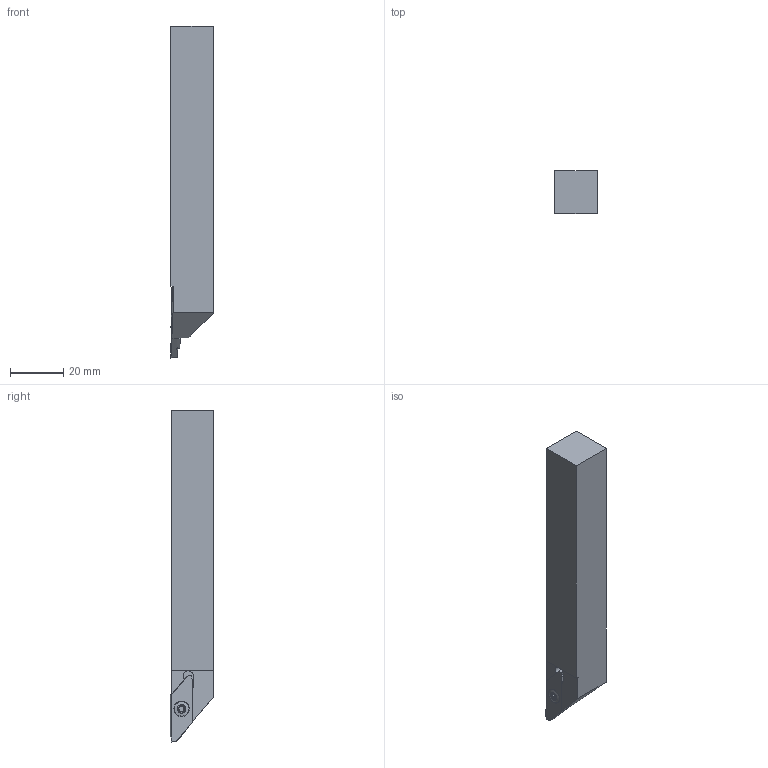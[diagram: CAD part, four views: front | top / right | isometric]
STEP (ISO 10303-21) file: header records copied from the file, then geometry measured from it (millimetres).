
FILE_DESCRIPTION(/* description */ (''),/* implementation_level */ '2;1');
FILE_NAME(/* name */ 'X2-FR1616K2503_Basic.stp',/* time_stamp */ '2024-03-19T09:26:12+06:00',/* author */ (''),/* organization */ (''),/* preprocessor_version */ 'ST-DEVELOPER v16.7',/* originating_system */ 'SIEMENS PLM Software NX 12.0',/* authorisation */ '');
FILE_SCHEMA (('AUTOMOTIVE_DESIGN { 1 0 10303 214 3 1 1 1 }'));
Length unit declared in the file: millimetre
Products named in the file (4): CUT; NOCUT; ASSEMBLY_CONSTRUCTION; a2744541_stp_stp
Assembly tree (3 placements, depth 2):
  a2744541_stp_stp
    ASSEMBLY_CONSTRUCTION
    NOCUT
    CUT
Bounding box: 16 x 16.49 x 125.02 mm (x, y, z)
Volume: 28878.8 mm3; surface area: 8337.3 mm2
Topology: 2 solids, 2 shells, 76 faces, 204 edges, 140 vertices
Faces by surface type: plane 47, extrusion 12, cone 11, cylinder 6
Full cylindrical faces by diameter (mm): 3.6 x1, 4 x1, 4.5 x1, 5.5 x1
Entity records: 2814 total; most frequent: CARTESIAN_POINT 805, ORIENTED_EDGE 376, DIRECTION 375, EDGE_CURVE 188, VECTOR 135, VERTEX_POINT 127, LINE 123, AXIS2_PLACEMENT_3D 120
